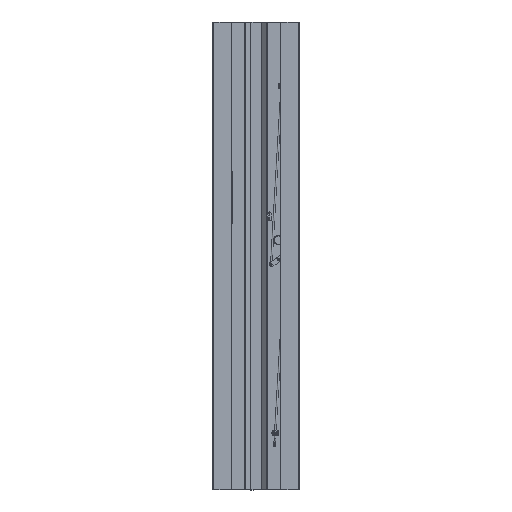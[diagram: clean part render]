
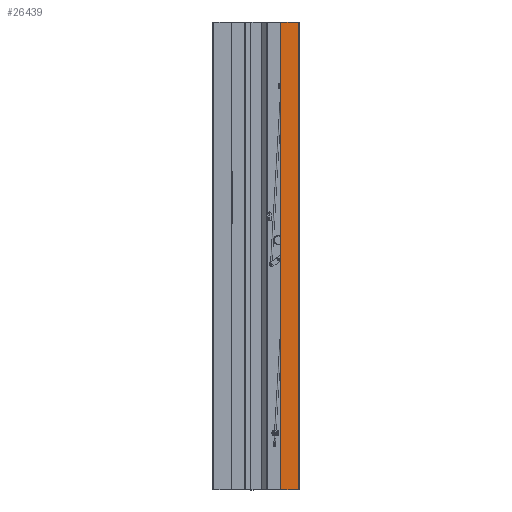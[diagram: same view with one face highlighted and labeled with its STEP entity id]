
A CAD part, top view. The second image highlights one B-rep face of the part: STEP entity #26439.
In plain terms, the highlighted planar face has unit normal (0, 0, 1).
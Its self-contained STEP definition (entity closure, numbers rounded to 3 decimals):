
#3428 = LINE ( 'NONE', #7015, #40012 ) ;
#5380 = CARTESIAN_POINT ( 'NONE',  ( 133., -122., 156. ) ) ;
#6541 = PLANE ( 'NONE',  #22758 ) ;
#6817 = FACE_OUTER_BOUND ( 'NONE', #12357, .T. ) ;
#7015 = CARTESIAN_POINT ( 'NONE',  ( 229., -2632., 156. ) ) ;
#7300 = LINE ( 'NONE', #39592, #46794 ) ;
#8889 = EDGE_CURVE ( 'NONE', #50116, #25575, #46614, .T. ) ;
#10660 = EDGE_CURVE ( 'NONE', #20877, #53224, #7300, .T. ) ;
#11580 = DIRECTION ( 'NONE',  ( 0., 0., 1. ) ) ;
#12357 = EDGE_LOOP ( 'NONE', ( #16256, #40003, #34346, #42864, #17825, #16999 ) ) ;
#15464 = CARTESIAN_POINT ( 'NONE',  ( 133., -2632., 156. ) ) ;
#16256 = ORIENTED_EDGE ( 'NONE', *, *, #51441, .F. ) ;
#16289 = DIRECTION ( 'NONE',  ( 0., 1., 0. ) ) ;
#16634 = VECTOR ( 'NONE', #43273, 1000. ) ;
#16999 = ORIENTED_EDGE ( 'NONE', *, *, #41206, .T. ) ;
#17825 = ORIENTED_EDGE ( 'NONE', *, *, #10660, .F. ) ;
#19735 = AXIS2_PLACEMENT_3D ( 'NONE', #43296, #11580, #34913 ) ;
#20580 = CARTESIAN_POINT ( 'NONE',  ( 133., -2632., 156. ) ) ;
#20877 = VERTEX_POINT ( 'NONE', #43549 ) ;
#21353 = DIRECTION ( 'NONE',  ( 1., 0., 0. ) ) ;
#22758 = AXIS2_PLACEMENT_3D ( 'NONE', #20580, #24804, #56738 ) ;
#23570 = CARTESIAN_POINT ( 'NONE',  ( 143., -2632., 156. ) ) ;
#24804 = DIRECTION ( 'NONE',  ( 0., 0., 1. ) ) ;
#25052 = AXIS2_PLACEMENT_3D ( 'NONE', #47131, #47712, #51888 ) ;
#25575 = VERTEX_POINT ( 'NONE', #57453 ) ;
#26439 = ADVANCED_FACE ( 'NONE', ( #6817 ), #6541, .T. ) ;
#27909 = EDGE_CURVE ( 'NONE', #25575, #53224, #3428, .T. ) ;
#30975 = DIRECTION ( 'NONE',  ( 0., 1., 0. ) ) ;
#32094 = VERTEX_POINT ( 'NONE', #5380 ) ;
#33723 = CARTESIAN_POINT ( 'NONE',  ( 229., -112., 156. ) ) ;
#34346 = ORIENTED_EDGE ( 'NONE', *, *, #8889, .T. ) ;
#34913 = DIRECTION ( 'NONE',  ( 0., -1., 0. ) ) ;
#36614 = VECTOR ( 'NONE', #30975, 1000. ) ;
#39592 = CARTESIAN_POINT ( 'NONE',  ( 133., -112., 156. ) ) ;
#40003 = ORIENTED_EDGE ( 'NONE', *, *, #54732, .T. ) ;
#40012 = VECTOR ( 'NONE', #16289, 1000. ) ;
#41206 = EDGE_CURVE ( 'NONE', #20877, #32094, #46465, .T. ) ;
#41313 = CIRCLE ( 'NONE', #25052, 10. ) ;
#42864 = ORIENTED_EDGE ( 'NONE', *, *, #27909, .T. ) ;
#43273 = DIRECTION ( 'NONE',  ( 1., 0., 0. ) ) ;
#43296 = CARTESIAN_POINT ( 'NONE',  ( 143., -122., 156. ) ) ;
#43542 = CARTESIAN_POINT ( 'NONE',  ( 133., -2632., 156. ) ) ;
#43549 = CARTESIAN_POINT ( 'NONE',  ( 143., -112., 156. ) ) ;
#44948 = CARTESIAN_POINT ( 'NONE',  ( 133., -2622., 156. ) ) ;
#46465 = CIRCLE ( 'NONE', #19735, 10. ) ;
#46614 = LINE ( 'NONE', #15464, #16634 ) ;
#46794 = VECTOR ( 'NONE', #21353, 1000. ) ;
#47131 = CARTESIAN_POINT ( 'NONE',  ( 143., -2622., 156. ) ) ;
#47712 = DIRECTION ( 'NONE',  ( 0., 0., 1. ) ) ;
#50116 = VERTEX_POINT ( 'NONE', #23570 ) ;
#51441 = EDGE_CURVE ( 'NONE', #56508, #32094, #57267, .T. ) ;
#51888 = DIRECTION ( 'NONE',  ( 0., -1., 0. ) ) ;
#53224 = VERTEX_POINT ( 'NONE', #33723 ) ;
#54732 = EDGE_CURVE ( 'NONE', #56508, #50116, #41313, .T. ) ;
#56508 = VERTEX_POINT ( 'NONE', #44948 ) ;
#56738 = DIRECTION ( 'NONE',  ( 0., -1., 0. ) ) ;
#57267 = LINE ( 'NONE', #43542, #36614 ) ;
#57453 = CARTESIAN_POINT ( 'NONE',  ( 229., -2632., 156. ) ) ;
